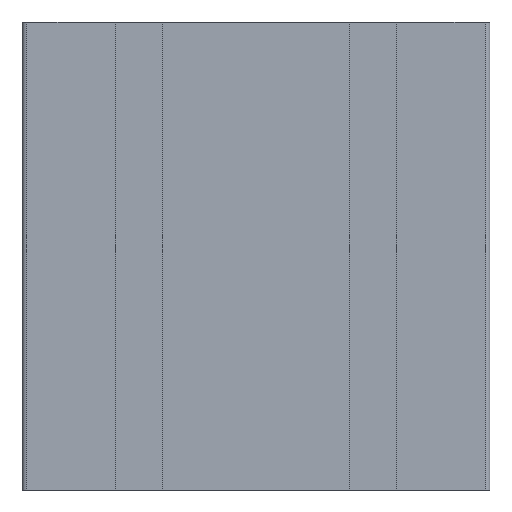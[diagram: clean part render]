
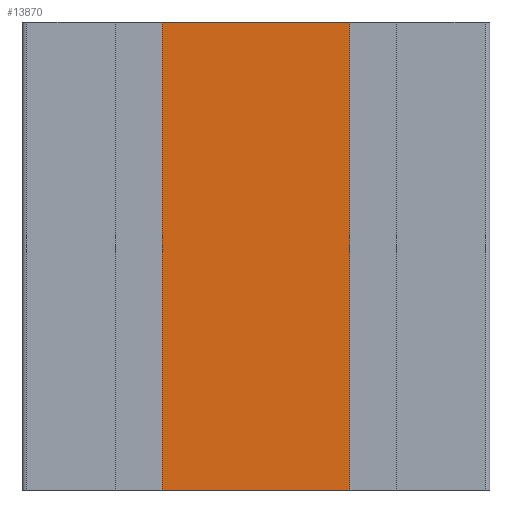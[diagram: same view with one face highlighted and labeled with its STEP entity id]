
A CAD part, left-side view. The second image highlights one B-rep face of the part: STEP entity #13870.
In plain terms, the highlighted planar face has unit normal (-1, 0, 0).
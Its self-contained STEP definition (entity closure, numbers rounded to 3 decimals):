
#1670=CARTESIAN_POINT('',(-13.141,-5.663,300.));
#1680=VERTEX_POINT('',#1670);
#4770=CARTESIAN_POINT('',(-13.141,34.337,300.));
#4780=VERTEX_POINT('',#4770);
#4810=CARTESIAN_POINT('',(-13.141,-21.325,300.));
#4820=DIRECTION('',(0.,1.,0.));
#4830=VECTOR('',#4820,1.);
#4840=LINE('',#4810,#4830);
#4850=EDGE_CURVE('',#1680,#4780,#4840,.T.);
#12740=CARTESIAN_POINT('',(-13.141,-5.663,0.));
#12750=DIRECTION('',(0.,0.,1.));
#12760=VECTOR('',#12750,1.);
#12770=LINE('',#12740,#12760);
#12780=CARTESIAN_POINT('',(-13.141,-5.663,400.));
#12790=VERTEX_POINT('',#12780);
#12800=EDGE_CURVE('',#1680,#12790,#12770,.T.);
#13640=CARTESIAN_POINT('',(-13.141,14.337,0.));
#13650=DIRECTION('',(1.,0.,0.));
#13660=DIRECTION('',(0.,-1.,0.));
#13670=AXIS2_PLACEMENT_3D('',#13640,#13650,#13660);
#13680=PLANE('',#13670);
#13690=ORIENTED_EDGE('',*,*,#4850,.F.);
#13700=CARTESIAN_POINT('',(-13.141,34.337,0.));
#13710=DIRECTION('',(0.,0.,1.));
#13720=VECTOR('',#13710,1.);
#13730=LINE('',#13700,#13720);
#13740=CARTESIAN_POINT('',(-13.141,34.337,400.));
#13750=VERTEX_POINT('',#13740);
#13760=EDGE_CURVE('',#4780,#13750,#13730,.T.);
#13770=ORIENTED_EDGE('',*,*,#13760,.F.);
#13780=CARTESIAN_POINT('',(-13.141,-21.325,400.));
#13790=DIRECTION('',(0.,1.,0.));
#13800=VECTOR('',#13790,1.);
#13810=LINE('',#13780,#13800);
#13820=EDGE_CURVE('',#12790,#13750,#13810,.T.);
#13830=ORIENTED_EDGE('',*,*,#13820,.T.);
#13840=ORIENTED_EDGE('',*,*,#12800,.T.);
#13850=EDGE_LOOP('',(#13840,#13830,#13770,#13690));
#13860=FACE_OUTER_BOUND('',#13850,.T.);
#13870=ADVANCED_FACE('',(#13860),#13680,.F.);
